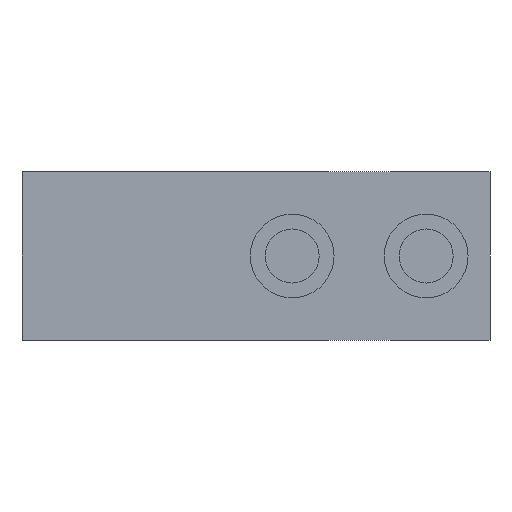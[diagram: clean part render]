
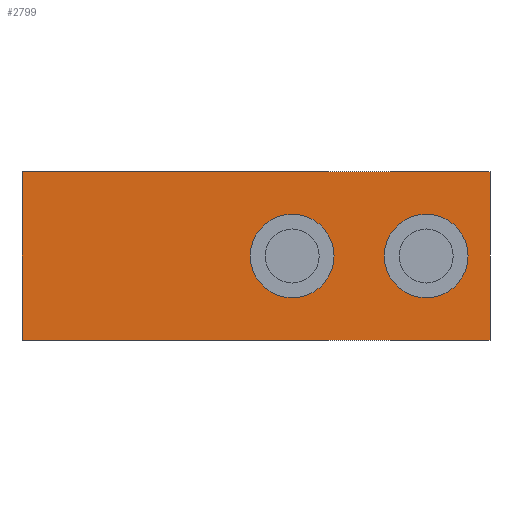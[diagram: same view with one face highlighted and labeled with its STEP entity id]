
A CAD part, left-side view. The second image highlights one B-rep face of the part: STEP entity #2799.
In plain terms, the highlighted planar face has unit normal (-1, 0, 0).
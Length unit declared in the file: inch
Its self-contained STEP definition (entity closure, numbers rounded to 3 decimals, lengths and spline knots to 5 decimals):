
#127 = CIRCLE ( 'NONE', #4833, 0.19685 ) ;
#176 = ORIENTED_EDGE ( 'NONE', *, *, #3069, .F. ) ;
#199 = ORIENTED_EDGE ( 'NONE', *, *, #2893, .T. ) ;
#252 = CARTESIAN_POINT ( 'NONE',  ( 0., 0.93, 0. ) ) ;
#337 = EDGE_CURVE ( 'NONE', #5060, #1124, #5178, .T. ) ;
#371 = DIRECTION ( 'NONE',  ( 0., -1., 0. ) ) ;
#415 = CARTESIAN_POINT ( 'NONE',  ( 0., 0., 0.395 ) ) ;
#443 = CARTESIAN_POINT ( 'NONE',  ( 0., 0.93, -0.19685 ) ) ;
#523 = CARTESIAN_POINT ( 'NONE',  ( 0., 0.93, 0.19685 ) ) ;
#565 = FACE_BOUND ( 'NONE', #1700, .T. ) ;
#706 = VECTOR ( 'NONE', #4827, 39.37008 ) ;
#716 = EDGE_CURVE ( 'NONE', #4913, #3763, #4341, .T. ) ;
#718 = DIRECTION ( 'NONE',  ( 0., 0., -1. ) ) ;
#748 = PLANE ( 'NONE',  #3442 ) ;
#788 = CIRCLE ( 'NONE', #2259, 0.19685 ) ;
#796 = ORIENTED_EDGE ( 'NONE', *, *, #716, .T. ) ;
#830 = EDGE_LOOP ( 'NONE', ( #2032, #796, #2798, #176 ) ) ;
#928 = DIRECTION ( 'NONE',  ( 0., -1., 0. ) ) ;
#1029 = LINE ( 'NONE', #1255, #2106 ) ;
#1032 = CARTESIAN_POINT ( 'NONE',  ( 0., 2.2, 0.395 ) ) ;
#1097 = VECTOR ( 'NONE', #928, 39.37008 ) ;
#1104 = CARTESIAN_POINT ( 'NONE',  ( 0., 2.2, 0.395 ) ) ;
#1113 = CARTESIAN_POINT ( 'NONE',  ( 0., 0., 0.395 ) ) ;
#1124 = VERTEX_POINT ( 'NONE', #3936 ) ;
#1255 = CARTESIAN_POINT ( 'NONE',  ( 0., 2.2, 0.395 ) ) ;
#1300 = CARTESIAN_POINT ( 'NONE',  ( 0., 0.3, -0.19685 ) ) ;
#1301 = CARTESIAN_POINT ( 'NONE',  ( 0., 0., -0.395 ) ) ;
#1647 = DIRECTION ( 'NONE',  ( 1., 0., 0. ) ) ;
#1700 = EDGE_LOOP ( 'NONE', ( #5130, #199 ) ) ;
#1832 = ORIENTED_EDGE ( 'NONE', *, *, #3327, .T. ) ;
#1843 = DIRECTION ( 'NONE',  ( 1., 0., 0. ) ) ;
#1859 = VERTEX_POINT ( 'NONE', #443 ) ;
#2032 = ORIENTED_EDGE ( 'NONE', *, *, #5350, .T. ) ;
#2106 = VECTOR ( 'NONE', #371, 39.37008 ) ;
#2259 = AXIS2_PLACEMENT_3D ( 'NONE', #252, #3156, #718 ) ;
#2286 = VERTEX_POINT ( 'NONE', #4095 ) ;
#2329 = CARTESIAN_POINT ( 'NONE',  ( 0., 0.3, 0. ) ) ;
#2428 = AXIS2_PLACEMENT_3D ( 'NONE', #3682, #3669, #3634 ) ;
#2596 = AXIS2_PLACEMENT_3D ( 'NONE', #2329, #5186, #2734 ) ;
#2734 = DIRECTION ( 'NONE',  ( 0., 0., -1. ) ) ;
#2798 = ORIENTED_EDGE ( 'NONE', *, *, #4074, .F. ) ;
#2799 = ADVANCED_FACE ( 'PLANAR_3', ( #565, #3848, #4934 ), #748, .F. ) ;
#2893 = EDGE_CURVE ( 'NONE', #4733, #1859, #788, .T. ) ;
#3057 = ORIENTED_EDGE ( 'NONE', *, *, #337, .T. ) ;
#3069 = EDGE_CURVE ( 'NONE', #2286, #4519, #1029, .T. ) ;
#3156 = DIRECTION ( 'NONE',  ( 1., 0., 0. ) ) ;
#3327 = EDGE_CURVE ( 'NONE', #1124, #5060, #4658, .T. ) ;
#3348 = CARTESIAN_POINT ( 'NONE',  ( 0., 2.2, -0.395 ) ) ;
#3420 = VECTOR ( 'NONE', #4359, 39.37008 ) ;
#3442 = AXIS2_PLACEMENT_3D ( 'NONE', #1032, #1843, #4696 ) ;
#3573 = CARTESIAN_POINT ( 'NONE',  ( 0., 2.2, -0.395 ) ) ;
#3634 = DIRECTION ( 'NONE',  ( 0., 0., -1. ) ) ;
#3669 = DIRECTION ( 'NONE',  ( 1., 0., 0. ) ) ;
#3682 = CARTESIAN_POINT ( 'NONE',  ( 0., 0.3, 0. ) ) ;
#3763 = VERTEX_POINT ( 'NONE', #1301 ) ;
#3839 = LINE ( 'NONE', #1113, #706 ) ;
#3848 = FACE_BOUND ( 'NONE', #5063, .T. ) ;
#3936 = CARTESIAN_POINT ( 'NONE',  ( 0., 0.3, 0.19685 ) ) ;
#4074 = EDGE_CURVE ( 'NONE', #4519, #3763, #3839, .T. ) ;
#4084 = CARTESIAN_POINT ( 'NONE',  ( 0., 0.93, 0. ) ) ;
#4095 = CARTESIAN_POINT ( 'NONE',  ( 0., 2.2, 0.395 ) ) ;
#4341 = LINE ( 'NONE', #3348, #1097 ) ;
#4359 = DIRECTION ( 'NONE',  ( 0., 0., -1. ) ) ;
#4450 = EDGE_CURVE ( 'NONE', #1859, #4733, #127, .T. ) ;
#4493 = DIRECTION ( 'NONE',  ( 0., 0., -1. ) ) ;
#4519 = VERTEX_POINT ( 'NONE', #415 ) ;
#4527 = LINE ( 'NONE', #1104, #3420 ) ;
#4658 = CIRCLE ( 'NONE', #2596, 0.19685 ) ;
#4696 = DIRECTION ( 'NONE',  ( 0., 0., -1. ) ) ;
#4733 = VERTEX_POINT ( 'NONE', #523 ) ;
#4827 = DIRECTION ( 'NONE',  ( 0., 0., -1. ) ) ;
#4833 = AXIS2_PLACEMENT_3D ( 'NONE', #4084, #1647, #4493 ) ;
#4913 = VERTEX_POINT ( 'NONE', #3573 ) ;
#4934 = FACE_OUTER_BOUND ( 'NONE', #830, .T. ) ;
#5060 = VERTEX_POINT ( 'NONE', #1300 ) ;
#5063 = EDGE_LOOP ( 'NONE', ( #3057, #1832 ) ) ;
#5130 = ORIENTED_EDGE ( 'NONE', *, *, #4450, .T. ) ;
#5178 = CIRCLE ( 'NONE', #2428, 0.19685 ) ;
#5186 = DIRECTION ( 'NONE',  ( 1., 0., 0. ) ) ;
#5350 = EDGE_CURVE ( 'NONE', #2286, #4913, #4527, .T. ) ;
